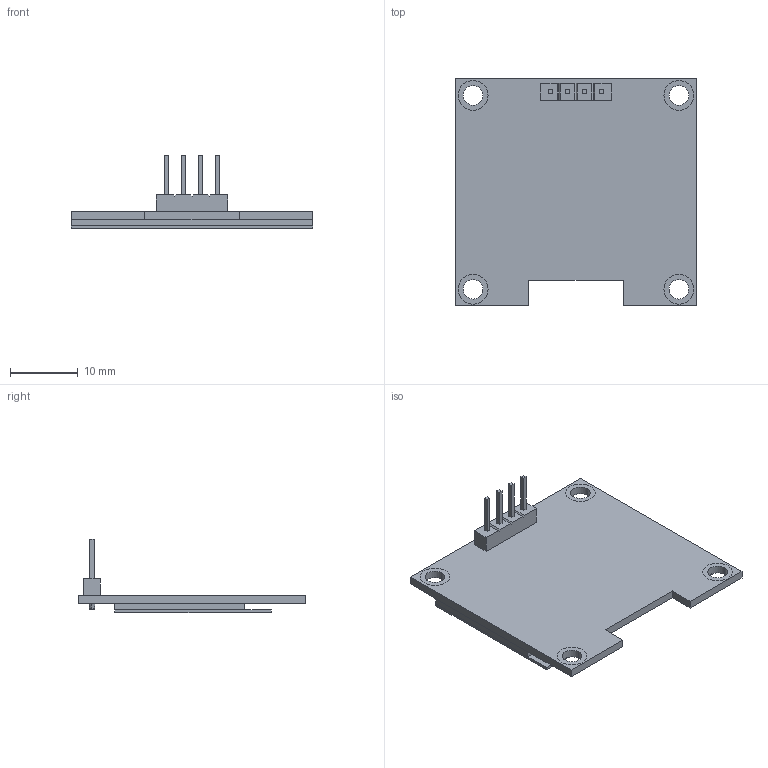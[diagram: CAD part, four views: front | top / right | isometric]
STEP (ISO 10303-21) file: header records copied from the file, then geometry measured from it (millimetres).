
FILE_DESCRIPTION (( 'STEP AP214' ), '1' );
FILE_NAME ('1 3 OLED ICC .STEP', '2019-04-15T12:25:14', ( '' ), ( '' ), 'SwSTEP 2.0', 'SolidWorks 2017', '' );
FILE_SCHEMA (( 'AUTOMOTIVE_DESIGN' ));
Length unit declared in the file: millimetre
Products named in the file (1): 1 3 OLED ICC 
Bounding box: 35.65 x 33.6 x 10.8 mm (x, y, z)
Volume: 2363.8 mm3; surface area: 3009.5 mm2
Topology: 1 solids, 1 shells, 114 faces, 295 edges, 200 vertices
Faces by surface type: plane 98, cone 8, cylinder 8
Entity records: 4632 total; most frequent: CARTESIAN_POINT 706, ORIENTED_EDGE 590, DIRECTION 557, EDGE_CURVE 295, VERTEX_POINT 200, VECTOR 199, LINE 199, AXIS2_PLACEMENT_3D 179
